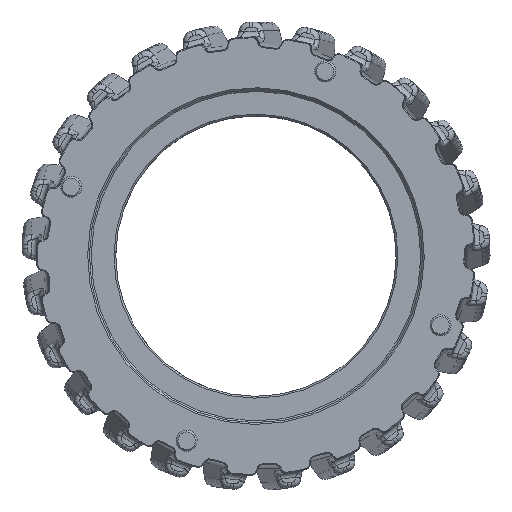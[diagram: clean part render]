
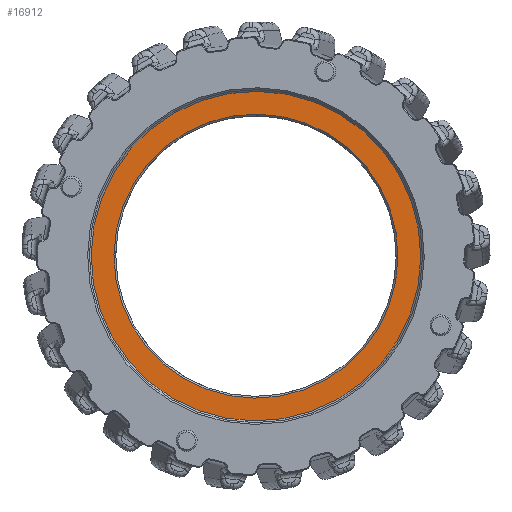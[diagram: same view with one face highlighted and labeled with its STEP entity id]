
A CAD part, top view. The second image highlights one B-rep face of the part: STEP entity #16912.
In plain terms, the highlighted planar face has unit normal (0, 0, 1).
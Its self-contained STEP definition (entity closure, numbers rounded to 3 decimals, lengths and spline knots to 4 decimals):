
#616=FACE_BOUND('',#5227,.T.);
#1823=PLANE('',#18143);
#4102=FACE_OUTER_BOUND('',#5226,.T.);
#5226=EDGE_LOOP('',(#11574));
#5227=EDGE_LOOP('',(#11575));
#6386=CIRCLE('',#18142,9.4);
#6387=CIRCLE('',#18144,8.1);
#7187=VERTEX_POINT('',#24323);
#7188=VERTEX_POINT('',#24327);
#8818=EDGE_CURVE('',#7187,#7187,#6386,.T.);
#8819=EDGE_CURVE('',#7188,#7188,#6387,.T.);
#11574=ORIENTED_EDGE('',*,*,#8818,.F.);
#11575=ORIENTED_EDGE('',*,*,#8819,.F.);
#16912=ADVANCED_FACE('',(#4102,#616),#1823,.T.);
#18142=AXIS2_PLACEMENT_3D('',#24325,#19766,#19767);
#18143=AXIS2_PLACEMENT_3D('',#24326,#19768,#19769);
#18144=AXIS2_PLACEMENT_3D('',#24328,#19770,#19771);
#19766=DIRECTION('center_axis',(0.,0.,-1.));
#19767=DIRECTION('ref_axis',(-0.936,0.351,0.));
#19768=DIRECTION('center_axis',(0.,0.,1.));
#19769=DIRECTION('ref_axis',(1.,0.,0.));
#19770=DIRECTION('center_axis',(0.,0.,1.));
#19771=DIRECTION('ref_axis',(-0.936,0.351,0.));
#24323=CARTESIAN_POINT('',(8.801,-3.3019,2.25));
#24325=CARTESIAN_POINT('Origin',(0.,0.,
2.25));
#24326=CARTESIAN_POINT('Origin',(0.,0.,
2.25));
#24327=CARTESIAN_POINT('',(7.5838,-2.8452,2.25));
#24328=CARTESIAN_POINT('Origin',(0.,0.,
2.25));
